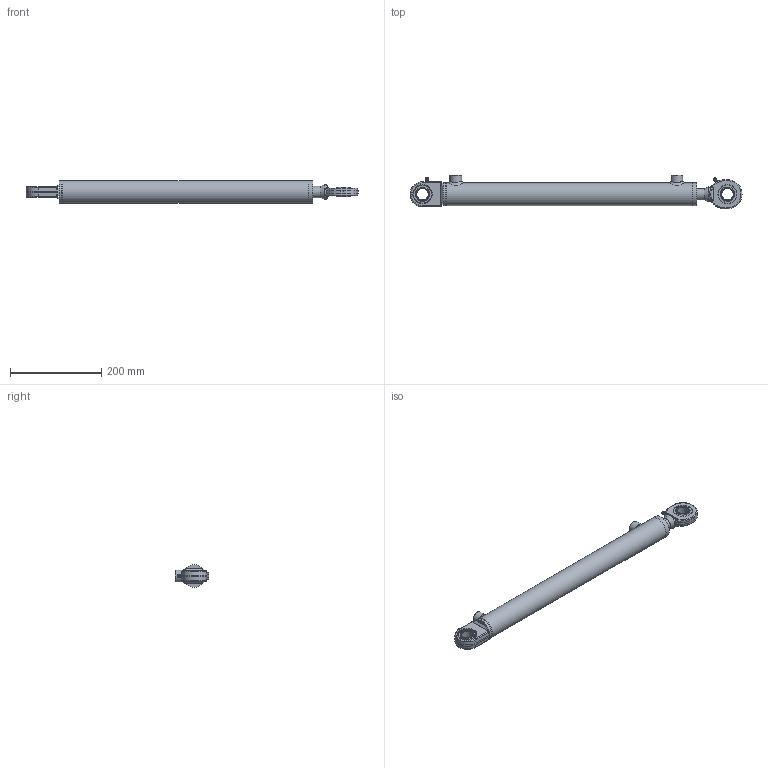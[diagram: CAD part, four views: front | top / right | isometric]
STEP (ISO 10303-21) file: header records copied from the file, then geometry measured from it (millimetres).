
FILE_DESCRIPTION(/* description */ (''),/* implementation_level */ '2;1');
FILE_NAME(/* name */ 'CY0400250450I25I25-1.stp',/* time_stamp */ '2022-07-15T08:44:11+02:00',/* author */ ('msn'),/* organization */ (''),/* preprocessor_version */ 'ST-DEVELOPER v19.2',/* originating_system */ 'Autodesk Inventor 2023',/* authorisation */ '');
FILE_SCHEMA (('AUTOMOTIVE_DESIGN { 1 0 10303 214 3 1 1 }'));
Length unit declared in the file: millimetre
Products named in the file (18): Assembly3; Assembly3_Welds; 72010007; 50010007; Spina_el_4x10; 72020005; 50020005; 90020004; GE25ES; GE25ES - CORPO; GE25ES - ROTULA; Ingrassatore diritto UNI 7663-A M6; sb_42_unstressed; endplug; indskruning; rør; stok; bøsning
Assembly tree (21 placements, depth 4):
  Assembly3
    Assembly3_Welds
    72010007
      50010007
      GE25ES
        GE25ES - CORPO
        GE25ES - ROTULA
      Ingrassatore diritto UNI 7663-A M6
      Spina_el_4x10
    72020005
      50020005
        90020004
      GE25ES
        GE25ES - CORPO
        GE25ES - ROTULA
      Ingrassatore diritto UNI 7663-A M6
      sb_42_unstressed  x2
    bøsning  x2
    endplug
    indskruning
    rør
    stok
Bounding box: 729.52 x 73.82 x 50 mm (x, y, z)
Volume: 826683.1 mm3; surface area: 268045.1 mm2
Topology: 23 solids, 23 shells, 566 faces, 1408 edges, 895 vertices
Faces by surface type: plane 288, cylinder 115, cone 54, bspline 51, torus 44, sphere 14
Full cylindrical faces by diameter (mm): 2 x6, 3 x2, 4 x1, 4.917 x2, 6 x4, 16 x2, 25 x5, 26 x4, 33.5 x1, 40 x1, 40.9 x2, 42 x8, 43.2 x2, 50 x4
Entity records: 18049 total; most frequent: CARTESIAN_POINT 5363, ORIENTED_EDGE 2520, DIRECTION 2464, EDGE_CURVE 1260, AXIS2_PLACEMENT_3D 844, VERTEX_POINT 808, LINE 776, VECTOR 776
